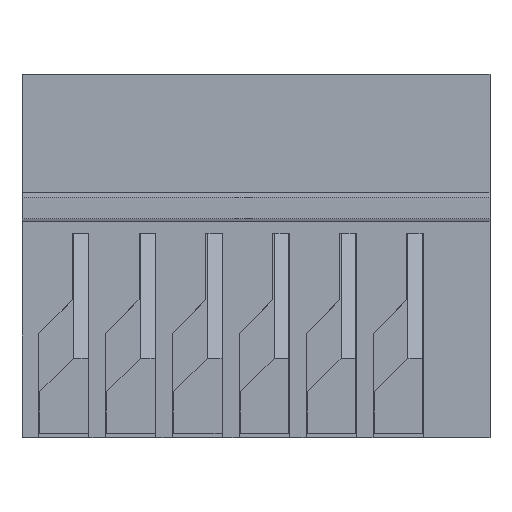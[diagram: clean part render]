
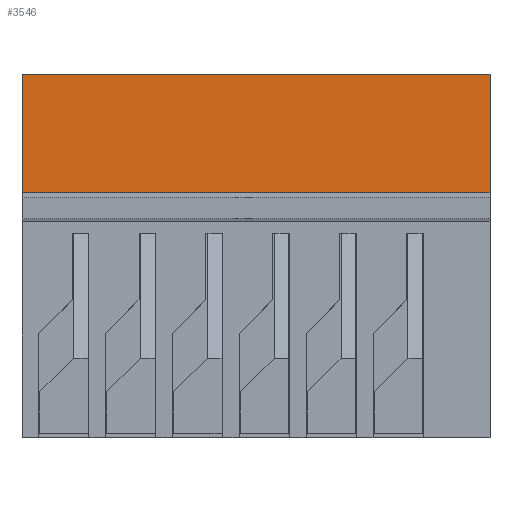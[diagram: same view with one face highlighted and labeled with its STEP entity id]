
A CAD part, top view. The second image highlights one B-rep face of the part: STEP entity #3546.
In plain terms, the highlighted planar face has unit normal (0, 0, 1).
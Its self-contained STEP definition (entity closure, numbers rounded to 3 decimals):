
#63 = PLANE('',#64);
#64 = AXIS2_PLACEMENT_3D('',#65,#66,#67);
#65 = CARTESIAN_POINT('',(0.,-1.382,
    5.472));
#66 = DIRECTION('',(1.,0.,0.));
#67 = DIRECTION('',(0.,0.,1.));
#119 = PLANE('',#120);
#120 = AXIS2_PLACEMENT_3D('',#121,#122,#123);
#121 = CARTESIAN_POINT('',(17.78,-1.382,5.472));
#122 = DIRECTION('',(1.,0.,0.));
#123 = DIRECTION('',(0.,0.,1.));
#1012 = VERTEX_POINT('',#1013);
#1013 = CARTESIAN_POINT('',(0.,5.4,11.));
#1027 = PLANE('',#1028);
#1028 = AXIS2_PLACEMENT_3D('',#1029,#1030,#1031);
#1029 = CARTESIAN_POINT('',(0.,5.4,0.)
  );
#1030 = DIRECTION('',(0.,-1.,0.));
#1031 = DIRECTION('',(0.,0.,1.));
#1039 = EDGE_CURVE('',#1012,#1040,#1042,.T.);
#1040 = VERTEX_POINT('',#1041);
#1041 = CARTESIAN_POINT('',(0.,0.9,11.));
#1042 = SURFACE_CURVE('',#1043,(#1047,#1054),.PCURVE_S1.);
#1043 = LINE('',#1044,#1045);
#1044 = CARTESIAN_POINT('',(0.,5.4,11.));
#1045 = VECTOR('',#1046,1.);
#1046 = DIRECTION('',(0.,-1.,0.));
#1047 = PCURVE('',#63,#1048);
#1048 = DEFINITIONAL_REPRESENTATION('',(#1049),#1053);
#1049 = LINE('',#1050,#1051);
#1050 = CARTESIAN_POINT('',(5.528,-6.782));
#1051 = VECTOR('',#1052,1.);
#1052 = DIRECTION('',(0.,1.));
#1053 = ( GEOMETRIC_REPRESENTATION_CONTEXT(2) 
PARAMETRIC_REPRESENTATION_CONTEXT() REPRESENTATION_CONTEXT('2D SPACE',''
  ) );
#1054 = PCURVE('',#1055,#1060);
#1055 = PLANE('',#1056);
#1056 = AXIS2_PLACEMENT_3D('',#1057,#1058,#1059);
#1057 = CARTESIAN_POINT('',(0.,5.4,11.));
#1058 = DIRECTION('',(0.,0.,-1.));
#1059 = DIRECTION('',(0.,-1.,0.));
#1060 = DEFINITIONAL_REPRESENTATION('',(#1061),#1065);
#1061 = LINE('',#1062,#1063);
#1062 = CARTESIAN_POINT('',(0.,0.));
#1063 = VECTOR('',#1064,1.);
#1064 = DIRECTION('',(1.,0.));
#1065 = ( GEOMETRIC_REPRESENTATION_CONTEXT(2) 
PARAMETRIC_REPRESENTATION_CONTEXT() REPRESENTATION_CONTEXT('2D SPACE',''
  ) );
#1083 = PLANE('',#1084);
#1084 = AXIS2_PLACEMENT_3D('',#1085,#1086,#1087);
#1085 = CARTESIAN_POINT('',(0.,0.9,11.));
#1086 = DIRECTION('',(0.,-0.894,-0.447));
#1087 = DIRECTION('',(0.,-0.447,0.894));
#3049 = VERTEX_POINT('',#3050);
#3050 = CARTESIAN_POINT('',(17.78,5.4,11.));
#3071 = EDGE_CURVE('',#3049,#3072,#3074,.T.);
#3072 = VERTEX_POINT('',#3073);
#3073 = CARTESIAN_POINT('',(17.78,0.9,11.));
#3074 = SURFACE_CURVE('',#3075,(#3079,#3086),.PCURVE_S1.);
#3075 = LINE('',#3076,#3077);
#3076 = CARTESIAN_POINT('',(17.78,5.4,11.));
#3077 = VECTOR('',#3078,1.);
#3078 = DIRECTION('',(0.,-1.,0.));
#3079 = PCURVE('',#119,#3080);
#3080 = DEFINITIONAL_REPRESENTATION('',(#3081),#3085);
#3081 = LINE('',#3082,#3083);
#3082 = CARTESIAN_POINT('',(5.528,-6.782));
#3083 = VECTOR('',#3084,1.);
#3084 = DIRECTION('',(0.,1.));
#3085 = ( GEOMETRIC_REPRESENTATION_CONTEXT(2) 
PARAMETRIC_REPRESENTATION_CONTEXT() REPRESENTATION_CONTEXT('2D SPACE',''
  ) );
#3086 = PCURVE('',#1055,#3087);
#3087 = DEFINITIONAL_REPRESENTATION('',(#3088),#3092);
#3088 = LINE('',#3089,#3090);
#3089 = CARTESIAN_POINT('',(0.,-17.78));
#3090 = VECTOR('',#3091,1.);
#3091 = DIRECTION('',(1.,0.));
#3092 = ( GEOMETRIC_REPRESENTATION_CONTEXT(2) 
PARAMETRIC_REPRESENTATION_CONTEXT() REPRESENTATION_CONTEXT('2D SPACE',''
  ) );
#3525 = EDGE_CURVE('',#1012,#3049,#3526,.T.);
#3526 = SURFACE_CURVE('',#3527,(#3531,#3538),.PCURVE_S1.);
#3527 = LINE('',#3528,#3529);
#3528 = CARTESIAN_POINT('',(0.,5.4,11.));
#3529 = VECTOR('',#3530,1.);
#3530 = DIRECTION('',(1.,0.,0.));
#3531 = PCURVE('',#1027,#3532);
#3532 = DEFINITIONAL_REPRESENTATION('',(#3533),#3537);
#3533 = LINE('',#3534,#3535);
#3534 = CARTESIAN_POINT('',(11.,0.));
#3535 = VECTOR('',#3536,1.);
#3536 = DIRECTION('',(0.,-1.));
#3537 = ( GEOMETRIC_REPRESENTATION_CONTEXT(2) 
PARAMETRIC_REPRESENTATION_CONTEXT() REPRESENTATION_CONTEXT('2D SPACE',''
  ) );
#3538 = PCURVE('',#1055,#3539);
#3539 = DEFINITIONAL_REPRESENTATION('',(#3540),#3544);
#3540 = LINE('',#3541,#3542);
#3541 = CARTESIAN_POINT('',(0.,0.));
#3542 = VECTOR('',#3543,1.);
#3543 = DIRECTION('',(0.,-1.));
#3544 = ( GEOMETRIC_REPRESENTATION_CONTEXT(2) 
PARAMETRIC_REPRESENTATION_CONTEXT() REPRESENTATION_CONTEXT('2D SPACE',''
  ) );
#3546 = ADVANCED_FACE('',(#3547),#1055,.F.);
#3547 = FACE_BOUND('',#3548,.F.);
#3548 = EDGE_LOOP('',(#3549,#3550,#3551,#3572));
#3549 = ORIENTED_EDGE('',*,*,#3525,.T.);
#3550 = ORIENTED_EDGE('',*,*,#3071,.T.);
#3551 = ORIENTED_EDGE('',*,*,#3552,.F.);
#3552 = EDGE_CURVE('',#1040,#3072,#3553,.T.);
#3553 = SURFACE_CURVE('',#3554,(#3558,#3565),.PCURVE_S1.);
#3554 = LINE('',#3555,#3556);
#3555 = CARTESIAN_POINT('',(0.,0.9,11.));
#3556 = VECTOR('',#3557,1.);
#3557 = DIRECTION('',(1.,0.,0.));
#3558 = PCURVE('',#1055,#3559);
#3559 = DEFINITIONAL_REPRESENTATION('',(#3560),#3564);
#3560 = LINE('',#3561,#3562);
#3561 = CARTESIAN_POINT('',(4.5,0.));
#3562 = VECTOR('',#3563,1.);
#3563 = DIRECTION('',(0.,-1.));
#3564 = ( GEOMETRIC_REPRESENTATION_CONTEXT(2) 
PARAMETRIC_REPRESENTATION_CONTEXT() REPRESENTATION_CONTEXT('2D SPACE',''
  ) );
#3565 = PCURVE('',#1083,#3566);
#3566 = DEFINITIONAL_REPRESENTATION('',(#3567),#3571);
#3567 = LINE('',#3568,#3569);
#3568 = CARTESIAN_POINT('',(0.,0.));
#3569 = VECTOR('',#3570,1.);
#3570 = DIRECTION('',(0.,-1.));
#3571 = ( GEOMETRIC_REPRESENTATION_CONTEXT(2) 
PARAMETRIC_REPRESENTATION_CONTEXT() REPRESENTATION_CONTEXT('2D SPACE',''
  ) );
#3572 = ORIENTED_EDGE('',*,*,#1039,.F.);
